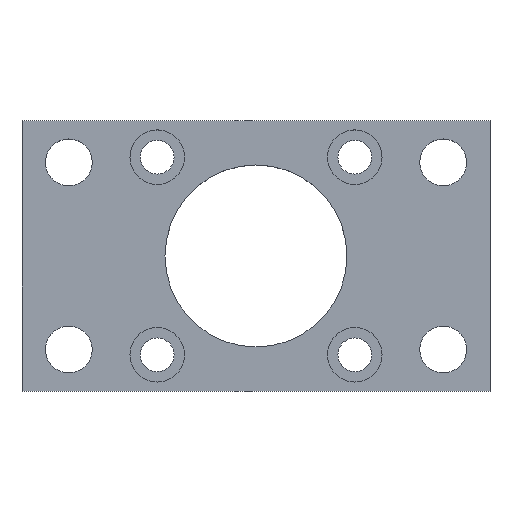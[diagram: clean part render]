
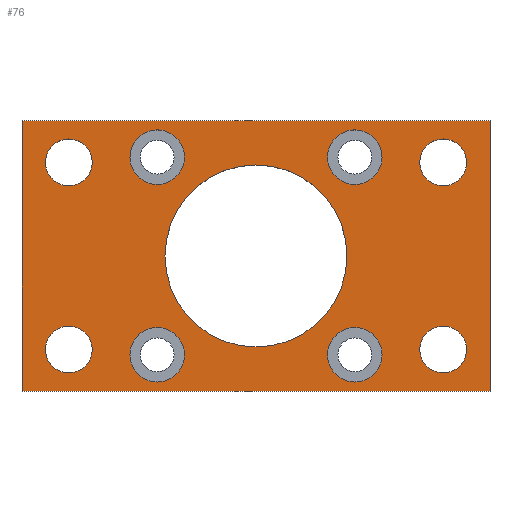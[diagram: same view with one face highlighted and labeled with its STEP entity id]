
A CAD part, top view. The second image highlights one B-rep face of the part: STEP entity #76.
In plain terms, the highlighted planar face has unit normal (0, 0, 1).
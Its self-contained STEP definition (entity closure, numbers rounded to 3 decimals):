
#76=ADVANCED_FACE('',(#147,#148,#149,#150,#151,#152,#153,#154,#155,#156),#157,.T.);
#147=FACE_BOUND('',#241,.T.);
#148=FACE_BOUND('',#242,.T.);
#149=FACE_BOUND('',#243,.T.);
#150=FACE_BOUND('',#244,.T.);
#151=FACE_BOUND('',#245,.T.);
#152=FACE_BOUND('',#246,.T.);
#153=FACE_BOUND('',#247,.T.);
#154=FACE_BOUND('',#248,.T.);
#155=FACE_BOUND('',#249,.T.);
#156=FACE_OUTER_BOUND('',#250,.T.);
#157=PLANE('',#251);
#241=EDGE_LOOP('',(#481,#482));
#242=EDGE_LOOP('',(#483,#484));
#243=EDGE_LOOP('',(#485,#486));
#244=EDGE_LOOP('',(#487,#488));
#245=EDGE_LOOP('',(#489,#490));
#246=EDGE_LOOP('',(#491,#492));
#247=EDGE_LOOP('',(#493,#494));
#248=EDGE_LOOP('',(#495,#496));
#249=EDGE_LOOP('',(#497,#498));
#250=EDGE_LOOP('',(#499,#500,#501,#502));
#251=AXIS2_PLACEMENT_3D('',#503,#504,#505);
#481=ORIENTED_EDGE('',*,*,#608,.T.);
#482=ORIENTED_EDGE('',*,*,#612,.T.);
#483=ORIENTED_EDGE('',*,*,#604,.T.);
#484=ORIENTED_EDGE('',*,*,#614,.T.);
#485=ORIENTED_EDGE('',*,*,#600,.T.);
#486=ORIENTED_EDGE('',*,*,#616,.T.);
#487=ORIENTED_EDGE('',*,*,#596,.T.);
#488=ORIENTED_EDGE('',*,*,#618,.T.);
#489=ORIENTED_EDGE('',*,*,#592,.T.);
#490=ORIENTED_EDGE('',*,*,#621,.T.);
#491=ORIENTED_EDGE('',*,*,#584,.T.);
#492=ORIENTED_EDGE('',*,*,#625,.T.);
#493=ORIENTED_EDGE('',*,*,#576,.T.);
#494=ORIENTED_EDGE('',*,*,#629,.T.);
#495=ORIENTED_EDGE('',*,*,#568,.T.);
#496=ORIENTED_EDGE('',*,*,#633,.T.);
#497=ORIENTED_EDGE('',*,*,#560,.T.);
#498=ORIENTED_EDGE('',*,*,#636,.T.);
#499=ORIENTED_EDGE('',*,*,#637,.T.);
#500=ORIENTED_EDGE('',*,*,#638,.T.);
#501=ORIENTED_EDGE('',*,*,#639,.T.);
#502=ORIENTED_EDGE('',*,*,#640,.T.);
#503=CARTESIAN_POINT('',(0.0,0.0,10.0));
#504=DIRECTION('',(0.0,0.0,1.0));
#505=DIRECTION('',(1.0,0.0,0.0));
#560=EDGE_CURVE('',#652,#649,#653,.T.);
#568=EDGE_CURVE('',#668,#665,#669,.T.);
#576=EDGE_CURVE('',#684,#681,#685,.T.);
#584=EDGE_CURVE('',#700,#697,#701,.T.);
#592=EDGE_CURVE('',#716,#713,#717,.T.);
#596=EDGE_CURVE('',#724,#721,#725,.T.);
#600=EDGE_CURVE('',#732,#729,#733,.T.);
#604=EDGE_CURVE('',#740,#737,#741,.T.);
#608=EDGE_CURVE('',#748,#745,#749,.T.);
#612=EDGE_CURVE('',#745,#748,#754,.T.);
#614=EDGE_CURVE('',#737,#740,#756,.T.);
#616=EDGE_CURVE('',#729,#732,#758,.T.);
#618=EDGE_CURVE('',#721,#724,#760,.T.);
#621=EDGE_CURVE('',#713,#716,#763,.T.);
#625=EDGE_CURVE('',#697,#700,#767,.T.);
#629=EDGE_CURVE('',#681,#684,#771,.T.);
#633=EDGE_CURVE('',#665,#668,#775,.T.);
#636=EDGE_CURVE('',#649,#652,#778,.T.);
#637=EDGE_CURVE('',#779,#780,#781,.T.);
#638=EDGE_CURVE('',#780,#782,#783,.T.);
#639=EDGE_CURVE('',#782,#784,#785,.T.);
#640=EDGE_CURVE('',#784,#779,#786,.T.);
#649=VERTEX_POINT('',#799);
#652=VERTEX_POINT('',#803);
#653=CIRCLE('',#804,17.5);
#665=VERTEX_POINT('',#819);
#668=VERTEX_POINT('',#823);
#669=CIRCLE('',#824,5.25);
#681=VERTEX_POINT('',#839);
#684=VERTEX_POINT('',#843);
#685=CIRCLE('',#844,5.25);
#697=VERTEX_POINT('',#859);
#700=VERTEX_POINT('',#863);
#701=CIRCLE('',#864,5.25);
#713=VERTEX_POINT('',#879);
#716=VERTEX_POINT('',#883);
#717=CIRCLE('',#884,5.25);
#721=VERTEX_POINT('',#889);
#724=VERTEX_POINT('',#893);
#725=CIRCLE('',#894,4.5);
#729=VERTEX_POINT('',#899);
#732=VERTEX_POINT('',#903);
#733=CIRCLE('',#904,4.5);
#737=VERTEX_POINT('',#909);
#740=VERTEX_POINT('',#913);
#741=CIRCLE('',#914,4.5);
#745=VERTEX_POINT('',#919);
#748=VERTEX_POINT('',#923);
#749=CIRCLE('',#924,4.5);
#754=CIRCLE('',#930,4.5);
#756=CIRCLE('',#932,4.5);
#758=CIRCLE('',#934,4.5);
#760=CIRCLE('',#936,4.5);
#763=CIRCLE('',#939,5.25);
#767=CIRCLE('',#943,5.25);
#771=CIRCLE('',#947,5.25);
#775=CIRCLE('',#951,5.25);
#778=CIRCLE('',#954,17.5);
#779=VERTEX_POINT('',#955);
#780=VERTEX_POINT('',#956);
#781=LINE('',#957,#958);
#782=VERTEX_POINT('',#959);
#783=LINE('',#960,#961);
#784=VERTEX_POINT('',#962);
#785=LINE('',#963,#964);
#786=LINE('',#965,#966);
#799=CARTESIAN_POINT('',(17.5,0.,10.0));
#803=CARTESIAN_POINT('',(-17.5,0.,10.0));
#804=AXIS2_PLACEMENT_3D('',#988,#989,#990);
#819=CARTESIAN_POINT('',(-13.75,-19.0,10.0));
#823=CARTESIAN_POINT('',(-24.25,-19.0,10.0));
#824=AXIS2_PLACEMENT_3D('',#1004,#1005,#1006);
#839=CARTESIAN_POINT('',(-13.75,19.0,10.0));
#843=CARTESIAN_POINT('',(-24.25,19.0,10.0));
#844=AXIS2_PLACEMENT_3D('',#1020,#1021,#1022);
#859=CARTESIAN_POINT('',(24.25,-19.0,10.0));
#863=CARTESIAN_POINT('',(13.75,-19.0,10.0));
#864=AXIS2_PLACEMENT_3D('',#1036,#1037,#1038);
#879=CARTESIAN_POINT('',(24.25,19.0,10.0));
#883=CARTESIAN_POINT('',(13.75,19.0,10.0));
#884=AXIS2_PLACEMENT_3D('',#1052,#1053,#1054);
#889=CARTESIAN_POINT('',(-31.5,-18.0,10.0));
#893=CARTESIAN_POINT('',(-40.5,-18.0,10.0));
#894=AXIS2_PLACEMENT_3D('',#1060,#1061,#1062);
#899=CARTESIAN_POINT('',(-31.5,18.0,10.0));
#903=CARTESIAN_POINT('',(-40.5,18.0,10.0));
#904=AXIS2_PLACEMENT_3D('',#1068,#1069,#1070);
#909=CARTESIAN_POINT('',(40.5,-18.0,10.0));
#913=CARTESIAN_POINT('',(31.5,-18.0,10.0));
#914=AXIS2_PLACEMENT_3D('',#1076,#1077,#1078);
#919=CARTESIAN_POINT('',(40.5,18.0,10.0));
#923=CARTESIAN_POINT('',(31.5,18.0,10.0));
#924=AXIS2_PLACEMENT_3D('',#1084,#1085,#1086);
#930=AXIS2_PLACEMENT_3D('',#1094,#1095,#1096);
#932=AXIS2_PLACEMENT_3D('',#1100,#1101,#1102);
#934=AXIS2_PLACEMENT_3D('',#1106,#1107,#1108);
#936=AXIS2_PLACEMENT_3D('',#1112,#1113,#1114);
#939=AXIS2_PLACEMENT_3D('',#1121,#1122,#1123);
#943=AXIS2_PLACEMENT_3D('',#1133,#1134,#1135);
#947=AXIS2_PLACEMENT_3D('',#1145,#1146,#1147);
#951=AXIS2_PLACEMENT_3D('',#1157,#1158,#1159);
#954=AXIS2_PLACEMENT_3D('',#1166,#1167,#1168);
#955=CARTESIAN_POINT('',(45.0,-26.0,10.0));
#956=CARTESIAN_POINT('',(45.0,26.0,10.0));
#957=CARTESIAN_POINT('',(45.0,0.0,10.0));
#958=VECTOR('',#1169,1.0);
#959=CARTESIAN_POINT('',(-45.0,26.0,10.0));
#960=CARTESIAN_POINT('',(0.0,26.0,10.0));
#961=VECTOR('',#1170,1.0);
#962=CARTESIAN_POINT('',(-45.0,-26.0,10.0));
#963=CARTESIAN_POINT('',(-45.0,0.0,10.0));
#964=VECTOR('',#1171,1.0);
#965=CARTESIAN_POINT('',(0.0,-26.0,10.0));
#966=VECTOR('',#1172,1.0);
#988=CARTESIAN_POINT('',(0.0,0.0,10.0));
#989=DIRECTION('',(0.0,0.0,-1.0));
#990=DIRECTION('',(1.0,0.0,0.0));
#1004=CARTESIAN_POINT('',(-19.0,-19.0,10.0));
#1005=DIRECTION('',(0.0,0.0,-1.0));
#1006=DIRECTION('',(1.0,0.0,0.0));
#1020=CARTESIAN_POINT('',(-19.0,19.0,10.0));
#1021=DIRECTION('',(0.0,0.0,-1.0));
#1022=DIRECTION('',(1.0,0.0,0.0));
#1036=CARTESIAN_POINT('',(19.0,-19.0,10.0));
#1037=DIRECTION('',(0.0,0.0,-1.0));
#1038=DIRECTION('',(1.0,0.0,0.0));
#1052=CARTESIAN_POINT('',(19.0,19.0,10.0));
#1053=DIRECTION('',(0.0,0.0,-1.0));
#1054=DIRECTION('',(1.0,0.0,0.0));
#1060=CARTESIAN_POINT('',(-36.0,-18.0,10.0));
#1061=DIRECTION('',(0.0,0.0,-1.0));
#1062=DIRECTION('',(1.0,0.0,0.0));
#1068=CARTESIAN_POINT('',(-36.0,18.0,10.0));
#1069=DIRECTION('',(0.0,0.0,-1.0));
#1070=DIRECTION('',(1.0,0.0,0.0));
#1076=CARTESIAN_POINT('',(36.0,-18.0,10.0));
#1077=DIRECTION('',(0.0,0.0,-1.0));
#1078=DIRECTION('',(1.0,0.0,0.0));
#1084=CARTESIAN_POINT('',(36.0,18.0,10.0));
#1085=DIRECTION('',(0.0,0.0,-1.0));
#1086=DIRECTION('',(1.0,0.0,0.0));
#1094=CARTESIAN_POINT('',(36.0,18.0,10.0));
#1095=DIRECTION('',(0.0,0.0,-1.0));
#1096=DIRECTION('',(1.0,0.0,0.0));
#1100=CARTESIAN_POINT('',(36.0,-18.0,10.0));
#1101=DIRECTION('',(0.0,0.0,-1.0));
#1102=DIRECTION('',(1.0,0.0,0.0));
#1106=CARTESIAN_POINT('',(-36.0,18.0,10.0));
#1107=DIRECTION('',(0.0,0.0,-1.0));
#1108=DIRECTION('',(1.0,0.0,0.0));
#1112=CARTESIAN_POINT('',(-36.0,-18.0,10.0));
#1113=DIRECTION('',(0.0,0.0,-1.0));
#1114=DIRECTION('',(1.0,0.0,0.0));
#1121=CARTESIAN_POINT('',(19.0,19.0,10.0));
#1122=DIRECTION('',(0.0,0.0,-1.0));
#1123=DIRECTION('',(1.0,0.0,0.0));
#1133=CARTESIAN_POINT('',(19.0,-19.0,10.0));
#1134=DIRECTION('',(0.0,0.0,-1.0));
#1135=DIRECTION('',(1.0,0.0,0.0));
#1145=CARTESIAN_POINT('',(-19.0,19.0,10.0));
#1146=DIRECTION('',(0.0,0.0,-1.0));
#1147=DIRECTION('',(1.0,0.0,0.0));
#1157=CARTESIAN_POINT('',(-19.0,-19.0,10.0));
#1158=DIRECTION('',(0.0,0.0,-1.0));
#1159=DIRECTION('',(1.0,0.0,0.0));
#1166=CARTESIAN_POINT('',(0.0,0.0,10.0));
#1167=DIRECTION('',(0.0,0.0,-1.0));
#1168=DIRECTION('',(1.0,0.0,0.0));
#1169=DIRECTION('',(0.0,1.0,0.0));
#1170=DIRECTION('',(-1.0,0.0,0.0));
#1171=DIRECTION('',(0.0,-1.0,0.0));
#1172=DIRECTION('',(1.0,0.0,0.0));
